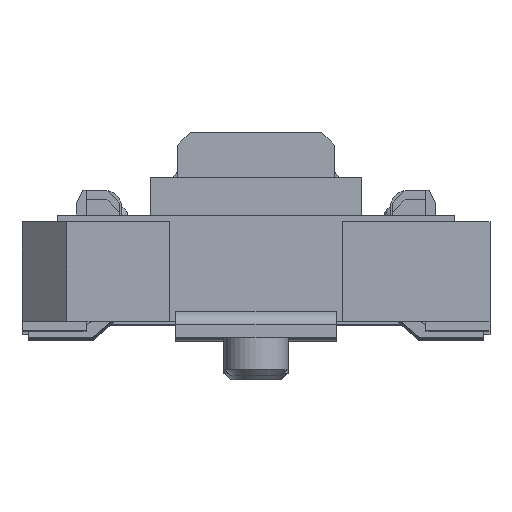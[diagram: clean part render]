
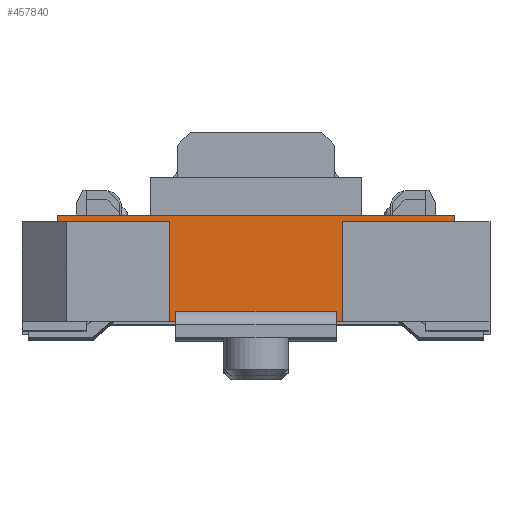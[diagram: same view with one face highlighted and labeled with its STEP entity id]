
A CAD part, top view. The second image highlights one B-rep face of the part: STEP entity #457840.
In plain terms, the highlighted planar face has unit normal (0, 0, 1).
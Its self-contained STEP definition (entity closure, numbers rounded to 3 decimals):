
#201950=CARTESIAN_POINT('',(-5.351,0.918,
27.648));
#201960=VERTEX_POINT('',#201950);
#202010=CARTESIAN_POINT('',(-2.657,0.918,
27.648));
#202020=DIRECTION('',(-1.,0.,0.));
#202030=VECTOR('',#202020,1.);
#202040=LINE('',#202010,#202030);
#202050=CARTESIAN_POINT('',(-3.601,0.918,
27.648));
#202060=VERTEX_POINT('',#202050);
#202070=EDGE_CURVE('',#202060,#201960,#202040,.T.);
#204320=CARTESIAN_POINT('',(-3.601,-0.632,
27.648));
#204330=VERTEX_POINT('',#204320);
#204360=CARTESIAN_POINT('',(-2.657,-0.632,
27.648));
#204370=DIRECTION('',(-1.,0.,0.));
#204380=VECTOR('',#204370,1.);
#204390=LINE('',#204360,#204380);
#204400=CARTESIAN_POINT('',(-3.501,-0.632,
27.648));
#204410=VERTEX_POINT('',#204400);
#204420=EDGE_CURVE('',#204410,#204330,#204390,.T.);
#204640=CARTESIAN_POINT('',(-1.001,-0.632,
27.648));
#204650=VERTEX_POINT('',#204640);
#204680=CARTESIAN_POINT('',(-0.901,-0.632,
27.648));
#204690=VERTEX_POINT('',#204680);
#204700=EDGE_CURVE('',#204690,#204650,#204390,.T.);
#456640=CARTESIAN_POINT('',(-5.351,1.018,
27.648));
#456650=VERTEX_POINT('',#456640);
#456680=CARTESIAN_POINT('',(-5.351,1.349,
27.648));
#456690=DIRECTION('',(0.,-1.,0.));
#456700=VECTOR('',#456690,1.);
#456710=LINE('',#456680,#456700);
#456720=EDGE_CURVE('',#456650,#201960,#456710,.T.);
#457070=CARTESIAN_POINT('',(-0.901,1.349,
27.648));
#457080=DIRECTION('',(0.,-1.,0.));
#457090=VECTOR('',#457080,1.);
#457100=LINE('',#457070,#457090);
#457110=CARTESIAN_POINT('',(-0.901,0.918,
27.648));
#457120=VERTEX_POINT('',#457110);
#457130=EDGE_CURVE('',#457120,#204690,#457100,.T.);
#457260=CARTESIAN_POINT('',(-3.501,0.518,
27.648));
#457270=DIRECTION('',(0.,0.,1.));
#457280=DIRECTION('',(-1.,0.,0.));
#457290=AXIS2_PLACEMENT_3D('',#457260,#457270,#457280);
#457300=PLANE('',#457290);
#457310=ORIENTED_EDGE('',*,*,#457130,.F.);
#457320=ORIENTED_EDGE('',*,*,#204700,.F.);
#457330=CARTESIAN_POINT('',(-1.001,1.349,
27.648));
#457340=DIRECTION('',(0.,-1.,0.));
#457350=VECTOR('',#457340,1.);
#457360=LINE('',#457330,#457350);
#457370=CARTESIAN_POINT('',(-1.001,-0.482,
27.648));
#457380=VERTEX_POINT('',#457370);
#457390=EDGE_CURVE('',#457380,#204650,#457360,.T.);
#457400=ORIENTED_EDGE('',*,*,#457390,.T.);
#457410=CARTESIAN_POINT('',(-3.501,-0.482,
27.648));
#457420=DIRECTION('',(-1.,0.,0.));
#457430=VECTOR('',#457420,1.);
#457440=LINE('',#457410,#457430);
#457450=CARTESIAN_POINT('',(-3.501,-0.482,
27.648));
#457460=VERTEX_POINT('',#457450);
#457470=EDGE_CURVE('',#457380,#457460,#457440,.T.);
#457480=ORIENTED_EDGE('',*,*,#457470,.F.);
#457490=CARTESIAN_POINT('',(-3.501,1.349,
27.648));
#457500=DIRECTION('',(0.,1.,0.));
#457510=VECTOR('',#457500,1.);
#457520=LINE('',#457490,#457510);
#457530=EDGE_CURVE('',#204410,#457460,#457520,.T.);
#457540=ORIENTED_EDGE('',*,*,#457530,.T.);
#457550=ORIENTED_EDGE('',*,*,#204420,.F.);
#457560=CARTESIAN_POINT('',(-3.601,1.349,
27.648));
#457570=DIRECTION('',(0.,-1.,0.));
#457580=VECTOR('',#457570,1.);
#457590=LINE('',#457560,#457580);
#457600=EDGE_CURVE('',#202060,#204330,#457590,.T.);
#457610=ORIENTED_EDGE('',*,*,#457600,.T.);
#457620=ORIENTED_EDGE('',*,*,#202070,.F.);
#457630=ORIENTED_EDGE('',*,*,#456720,.T.);
#457640=CARTESIAN_POINT('',(-2.657,1.018,
27.648));
#457650=DIRECTION('',(1.,0.,-0.));
#457660=VECTOR('',#457650,1.);
#457670=LINE('',#457640,#457660);
#457680=CARTESIAN_POINT('',(0.849,1.018,
27.648));
#457690=VERTEX_POINT('',#457680);
#457700=EDGE_CURVE('',#456650,#457690,#457670,.T.);
#457710=ORIENTED_EDGE('',*,*,#457700,.F.);
#457720=CARTESIAN_POINT('',(0.849,1.349,
27.648));
#457730=DIRECTION('',(0.,-1.,0.));
#457740=VECTOR('',#457730,1.);
#457750=LINE('',#457720,#457740);
#457760=CARTESIAN_POINT('',(0.849,0.918,
27.648));
#457770=VERTEX_POINT('',#457760);
#457780=EDGE_CURVE('',#457690,#457770,#457750,.T.);
#457790=ORIENTED_EDGE('',*,*,#457780,.F.);
#457800=EDGE_CURVE('',#457770,#457120,#202040,.T.);
#457810=ORIENTED_EDGE('',*,*,#457800,.F.);
#457820=EDGE_LOOP('',(#457810,#457790,#457710,#457630,#457620,#457610,
#457550,#457540,#457480,#457400,#457320,#457310));
#457830=FACE_OUTER_BOUND('',#457820,.T.);
#457840=ADVANCED_FACE('',(#457830),#457300,.T.);
